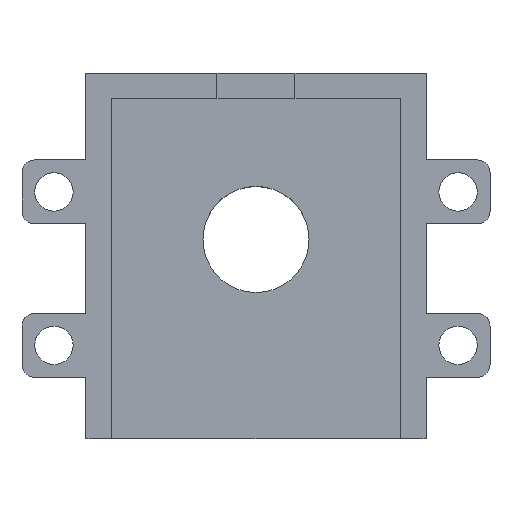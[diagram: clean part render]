
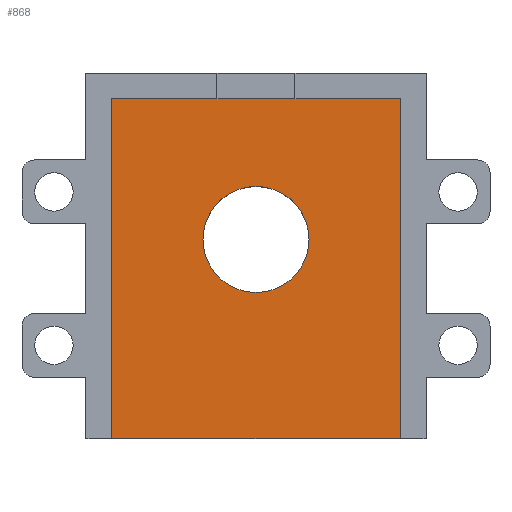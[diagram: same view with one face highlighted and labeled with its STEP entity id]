
A CAD part, top view. The second image highlights one B-rep face of the part: STEP entity #868.
In plain terms, the highlighted planar face has unit normal (0, 0, 1).
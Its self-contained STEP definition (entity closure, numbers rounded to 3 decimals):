
#21 = EDGE_CURVE ( 'NONE', #916, #1079, #2006, .T. ) ;
#50 = LINE ( 'NONE', #1815, #1088 ) ;
#106 = PLANE ( 'NONE',  #587 ) ;
#114 = DIRECTION ( 'NONE',  ( -1., 0., 0. ) ) ;
#115 = CARTESIAN_POINT ( 'NONE',  ( -11.3, 13.3, 0. ) ) ;
#146 = LINE ( 'NONE', #1869, #1894 ) ;
#209 = DIRECTION ( 'NONE',  ( -1., 0., 0. ) ) ;
#294 = EDGE_LOOP ( 'NONE', ( #1173, #929, #835, #989 ) ) ;
#351 = CARTESIAN_POINT ( 'NONE',  ( -4.15, 2.3, 0. ) ) ;
#413 = VERTEX_POINT ( 'NONE', #924 ) ;
#431 = DIRECTION ( 'NONE',  ( 0., -1., 0. ) ) ;
#519 = VECTOR ( 'NONE', #1956, 1000. ) ;
#579 = CARTESIAN_POINT ( 'NONE',  ( 4.15, 2.3, 0. ) ) ;
#587 = AXIS2_PLACEMENT_3D ( 'NONE', #1083, #914, #114 ) ;
#600 = CARTESIAN_POINT ( 'NONE',  ( 11.3, -13.3, 0. ) ) ;
#655 = CIRCLE ( 'NONE', #1252, 4.15 ) ;
#680 = CARTESIAN_POINT ( 'NONE',  ( 13.3, -13.3, 0. ) ) ;
#685 = EDGE_CURVE ( 'NONE', #413, #1563, #50, .T. ) ;
#703 = VERTEX_POINT ( 'NONE', #1040 ) ;
#787 = ORIENTED_EDGE ( 'NONE', *, *, #21, .T. ) ;
#835 = ORIENTED_EDGE ( 'NONE', *, *, #1978, .F. ) ;
#839 = EDGE_CURVE ( 'NONE', #1563, #892, #146, .T. ) ;
#868 = ADVANCED_FACE ( 'NONE', ( #948, #1590 ), #106, .F. ) ;
#876 = DIRECTION ( 'NONE',  ( 0., 1., 0. ) ) ;
#882 = DIRECTION ( 'NONE',  ( 0., 0., -1. ) ) ;
#892 = VERTEX_POINT ( 'NONE', #600 ) ;
#914 = DIRECTION ( 'NONE',  ( 0., 0., -1. ) ) ;
#916 = VERTEX_POINT ( 'NONE', #351 ) ;
#917 = EDGE_CURVE ( 'NONE', #892, #703, #988, .T. ) ;
#924 = CARTESIAN_POINT ( 'NONE',  ( -11.3, 13.3, 0. ) ) ;
#929 = ORIENTED_EDGE ( 'NONE', *, *, #685, .F. ) ;
#948 = FACE_BOUND ( 'NONE', #1379, .T. ) ;
#988 = LINE ( 'NONE', #680, #519 ) ;
#989 = ORIENTED_EDGE ( 'NONE', *, *, #917, .F. ) ;
#1035 = CARTESIAN_POINT ( 'NONE',  ( 0., 2.3, 0. ) ) ;
#1040 = CARTESIAN_POINT ( 'NONE',  ( -11.3, -13.3, 0. ) ) ;
#1045 = DIRECTION ( 'NONE',  ( -1., 0., 0. ) ) ;
#1079 = VERTEX_POINT ( 'NONE', #579 ) ;
#1083 = CARTESIAN_POINT ( 'NONE',  ( 0., 0., 0. ) ) ;
#1088 = VECTOR ( 'NONE', #1162, 1000. ) ;
#1097 = EDGE_CURVE ( 'NONE', #1079, #916, #655, .T. ) ;
#1162 = DIRECTION ( 'NONE',  ( 1., 0., 0. ) ) ;
#1173 = ORIENTED_EDGE ( 'NONE', *, *, #839, .F. ) ;
#1203 = CARTESIAN_POINT ( 'NONE',  ( 0., 2.3, 0. ) ) ;
#1252 = AXIS2_PLACEMENT_3D ( 'NONE', #1203, #882, #209 ) ;
#1295 = AXIS2_PLACEMENT_3D ( 'NONE', #1035, #1496, #1045 ) ;
#1326 = VECTOR ( 'NONE', #876, 1000. ) ;
#1379 = EDGE_LOOP ( 'NONE', ( #787, #1535 ) ) ;
#1496 = DIRECTION ( 'NONE',  ( 0., 0., -1. ) ) ;
#1535 = ORIENTED_EDGE ( 'NONE', *, *, #1097, .T. ) ;
#1563 = VERTEX_POINT ( 'NONE', #1850 ) ;
#1590 = FACE_OUTER_BOUND ( 'NONE', #294, .T. ) ;
#1815 = CARTESIAN_POINT ( 'NONE',  ( -11.3, 13.3, 0. ) ) ;
#1850 = CARTESIAN_POINT ( 'NONE',  ( 11.3, 13.3, 0. ) ) ;
#1869 = CARTESIAN_POINT ( 'NONE',  ( 11.3, 13.3, 0. ) ) ;
#1894 = VECTOR ( 'NONE', #431, 1000. ) ;
#1956 = DIRECTION ( 'NONE',  ( -1., 0., 0. ) ) ;
#1978 = EDGE_CURVE ( 'NONE', #703, #413, #2029, .T. ) ;
#2006 = CIRCLE ( 'NONE', #1295, 4.15 ) ;
#2029 = LINE ( 'NONE', #115, #1326 ) ;
